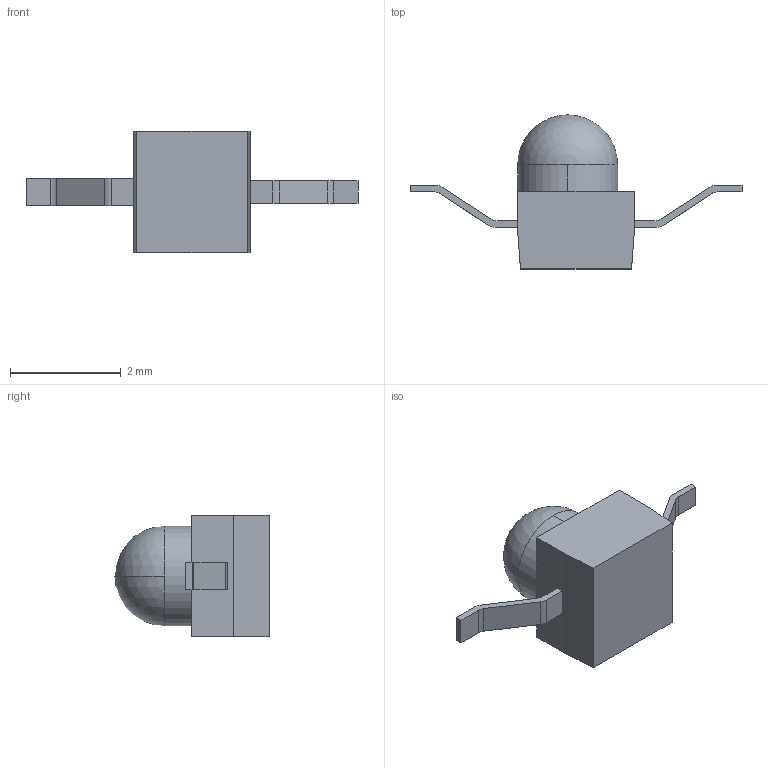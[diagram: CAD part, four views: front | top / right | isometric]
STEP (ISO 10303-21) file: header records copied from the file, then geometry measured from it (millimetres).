
FILE_DESCRIPTION (( 'STEP AP203' ), '1' );
FILE_NAME ('CMD95-21xxC-TR10.STEP', '2019-06-06T22:27:14', ( '' ), ( '' ), 'SwSTEP 2.0', 'SolidWorks 2018', '' );
FILE_SCHEMA (( 'CONFIG_CONTROL_DESIGN' ));
Length unit declared in the file: millimetre
Products named in the file (1): CMD95-21xxC-TR10
Bounding box: 5.99 x 2.78 x 2.2 mm (x, y, z)
Volume: 9.4 mm3; surface area: 31.1 mm2
Topology: 1 solids, 1 shells, 38 faces, 104 edges, 68 vertices
Faces by surface type: plane 26, cylinder 10, sphere 2
Entity records: 1268 total; most frequent: CARTESIAN_POINT 209, DIRECTION 205, ORIENTED_EDGE 204, EDGE_CURVE 102, LINE 77, VECTOR 77, VERTEX_POINT 68, AXIS2_PLACEMENT_3D 64
